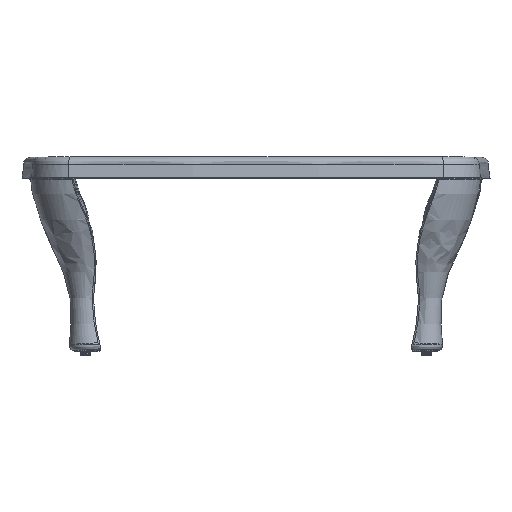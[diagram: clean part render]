
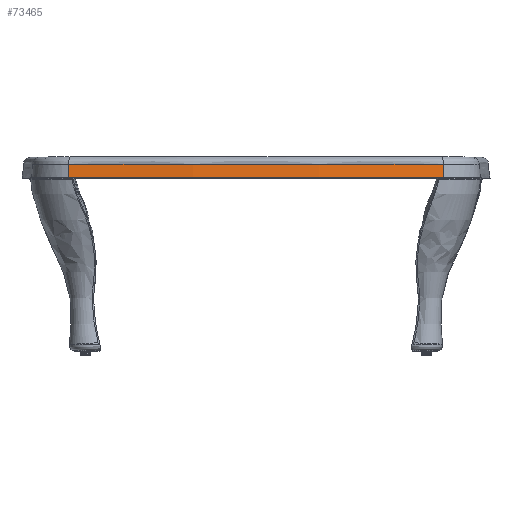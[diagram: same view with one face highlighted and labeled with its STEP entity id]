
A CAD part, top view. The second image highlights one B-rep face of the part: STEP entity #73465.
In plain terms, the highlighted free-form (B-spline) face has degree [3, 1] with [4, 2] control points.
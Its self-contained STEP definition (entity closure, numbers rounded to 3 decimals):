
#563 = VERTEX_POINT ( 'NONE', #53460 ) ;
#903 = DIRECTION ( 'NONE',  ( 0.017, -0.086, -0.996 ) ) ;
#3643 = FACE_OUTER_BOUND ( 'NONE', #8666, .T. ) ;
#3992 = CARTESIAN_POINT ( 'NONE',  ( 606.709, -838.778, 4.04 ) ) ;
#5552 = VECTOR ( 'NONE', #76080, 1000. ) ;
#7025 = CARTESIAN_POINT ( 'NONE',  ( 711.062, -827.677, -8.576 ) ) ;
#7565 = VERTEX_POINT ( 'NONE', #25975 ) ;
#8666 = EDGE_LOOP ( 'NONE', ( #65166, #17675, #60357, #46802, #45220, #56673 ) ) ;
#8978 = VERTEX_POINT ( 'NONE', #39927 ) ;
#10930 = CARTESIAN_POINT ( 'NONE',  ( 353.224, -861.018, 4.04 ) ) ;
#11180 = DIRECTION ( 'NONE',  ( 0.017, -0.086, -0.996 ) ) ;
#11337 = CARTESIAN_POINT ( 'NONE',  ( 708.996, -826.822, 4.039 ) ) ;
#14424 = CARTESIAN_POINT ( 'NONE',  ( -722.577, -826.591, 4.039 ) ) ;
#17417 = CARTESIAN_POINT ( 'NONE',  ( 23.861, -871.313, 4.04 ) ) ;
#17675 = ORIENTED_EDGE ( 'NONE', *, *, #67495, .T. ) ;
#17707 = EDGE_CURVE ( 'NONE', #61276, #8978, #40939, .T. ) ;
#18159 = EDGE_CURVE ( 'NONE', #75406, #8978, #49846, .T. ) ;
#22307 = CARTESIAN_POINT ( 'NONE',  ( -722.577, -826.591, 4.039 ) ) ;
#23525 = CARTESIAN_POINT ( 'NONE',  ( 697.841, -828.202, 4.039 ) ) ;
#24788 = CARTESIAN_POINT ( 'NONE',  ( 232.891, -883.809, 31.424 ) ) ;
#25975 = CARTESIAN_POINT ( 'NONE',  ( 710.853, -826.591, 4.039 ) ) ;
#28029 = CARTESIAN_POINT ( 'NONE',  ( 158.69, -868.973, 4.04 ) ) ;
#28470 = CARTESIAN_POINT ( 'NONE',  ( 710.398, -824.233, 31.424 ) ) ;
#29229 = CARTESIAN_POINT ( 'NONE',  ( 684.828, -829.788, 4.039 ) ) ;
#30898 = CARTESIAN_POINT ( 'NONE',  ( -245.058, -890.847, -48.576 ) ) ;
#34376 = VECTOR ( 'NONE', #68016, 1000. ) ;
#34947 = CARTESIAN_POINT ( 'NONE',  ( 562.023, -843.313, 4.04 ) ) ;
#35199 = CARTESIAN_POINT ( 'NONE',  ( -723.451, -831.121, -48.576 ) ) ;
#35759 = CARTESIAN_POINT ( 'NONE',  ( 143.71, -869.383, 4.04 ) ) ;
#35815 = LINE ( 'NONE', #48438, #34376 ) ;
#36168 = CARTESIAN_POINT ( 'NONE',  ( -618.445, -838.777, 4.04 ) ) ;
#39703 = CARTESIAN_POINT ( 'NONE',  ( 233.334, -890.847, -48.576 ) ) ;
#39927 = CARTESIAN_POINT ( 'NONE',  ( 711.727, -831.121, -48.576 ) ) ;
#40939 = B_SPLINE_CURVE_WITH_KNOTS ( 'NONE', 3,
 ( #35199, #72696, #39703, #80041 ),
 .UNSPECIFIED., .F., .F.,
 ( 4, 4 ),
 ( 0., 1. ),
 .UNSPECIFIED. ) ;
#41056 = CARTESIAN_POINT ( 'NONE',  ( -573.775, -843.31, 4.04 ) ) ;
#41101 = CARTESIAN_POINT ( 'NONE',  ( -723.451, -831.121, -48.576 ) ) ;
#42262 = CARTESIAN_POINT ( 'NONE',  ( -125.985, -871.306, 4.04 ) ) ;
#45043 = VECTOR ( 'NONE', #11180, 1000. ) ;
#45220 = ORIENTED_EDGE ( 'NONE', *, *, #17707, .T. ) ;
#46117 = EDGE_CURVE ( 'NONE', #7565, #75406, #50197, .T. ) ;
#46802 = ORIENTED_EDGE ( 'NONE', *, *, #48455, .T. ) ;
#47566 = CARTESIAN_POINT ( 'NONE',  ( 710.853, -826.591, 4.039 ) ) ;
#47629 = VERTEX_POINT ( 'NONE', #14424 ) ;
#48381 = CARTESIAN_POINT ( 'NONE',  ( 113.751, -870.085, 4.04 ) ) ;
#48438 = CARTESIAN_POINT ( 'NONE',  ( -722.786, -827.677, -8.576 ) ) ;
#48455 = EDGE_CURVE ( 'NONE', #47629, #61276, #70359, .T. ) ;
#49647 = CARTESIAN_POINT ( 'NONE',  ( -244.615, -883.809, 31.424 ) ) ;
#49846 = LINE ( 'NONE', #55958, #45043 ) ;
#50197 = LINE ( 'NONE', #7025, #65344 ) ;
#52901 = CARTESIAN_POINT ( 'NONE',  ( -720.72, -826.822, 4.039 ) ) ;
#53460 = CARTESIAN_POINT ( 'NONE',  ( -722.577, -826.591, 4.039 ) ) ;
#53692 = CARTESIAN_POINT ( 'NONE',  ( -715.142, -827.514, 4.039 ) ) ;
#54492 = CARTESIAN_POINT ( 'NONE',  ( 703.418, -827.514, 4.039 ) ) ;
#54775 = B_SPLINE_CURVE_WITH_KNOTS ( 'NONE', 3,
 ( #47566, #11337, #78978, #54492, #23525, #29229, #73256, #3992, #34947, #79380, #10930, #59417, #28029, #35759, #48381, #66347, #60228, #17417, #42262, #65539, #60635, #61032, #41056, #36168, #71645, #67161, #72449, #53692, #59818, #52901, #22307 ),
 .UNSPECIFIED., .F., .F.,
 ( 4, 2, 1, 1, 1, 1, 2, 1, 2, 2, 2, 2, 2, 2, 1, 1, 1, 1, 2, 4 ),
 ( 0., 0.006, 0.011, 0.022, 0.045, 0.09, 0.18, 0.359, 0.539, 0.584, 0.629, 0.718, 1.078, 1.257, 1.347, 1.392, 1.414, 1.426, 1.431, 1.437 ),
 .UNSPECIFIED. ) ;
#55958 = CARTESIAN_POINT ( 'NONE',  ( 711.062, -827.677, -8.576 ) ) ;
#56673 = ORIENTED_EDGE ( 'NONE', *, *, #18159, .F. ) ;
#57312 = CARTESIAN_POINT ( 'NONE',  ( -722.786, -827.677, -8.576 ) ) ;
#59417 = CARTESIAN_POINT ( 'NONE',  ( 233.566, -866.633, 4.04 ) ) ;
#59818 = CARTESIAN_POINT ( 'NONE',  ( -718.86, -827.054, 4.039 ) ) ;
#60228 = CARTESIAN_POINT ( 'NONE',  ( 53.827, -871.079, 4.04 ) ) ;
#60281 = CARTESIAN_POINT ( 'NONE',  ( 711.727, -831.121, -48.576 ) ) ;
#60357 = ORIENTED_EDGE ( 'NONE', *, *, #74019, .T. ) ;
#60635 = CARTESIAN_POINT ( 'NONE',  ( -424.742, -856.346, 4.04 ) ) ;
#61032 = CARTESIAN_POINT ( 'NONE',  ( -484.39, -851.685, 4.04 ) ) ;
#61276 = VERTEX_POINT ( 'NONE', #41101 ) ;
#65080 = CARTESIAN_POINT ( 'NONE',  ( 710.853, -826.591, 4.039 ) ) ;
#65166 = ORIENTED_EDGE ( 'NONE', *, *, #46117, .F. ) ;
#65344 = VECTOR ( 'NONE', #903, 1000. ) ;
#65539 = CARTESIAN_POINT ( 'NONE',  ( -245.627, -867.548, 4.04 ) ) ;
#66347 = CARTESIAN_POINT ( 'NONE',  ( 98.77, -870.378, 4.04 ) ) ;
#67161 = CARTESIAN_POINT ( 'NONE',  ( -696.553, -829.788, 4.039 ) ) ;
#67495 = EDGE_CURVE ( 'NONE', #7565, #563, #54775, .T. ) ;
#68016 = DIRECTION ( 'NONE',  ( -0.017, -0.086, -0.996 ) ) ;
#68423 = CARTESIAN_POINT ( 'NONE',  ( -723.451, -831.121, -48.576 ) ) ;
#70359 = LINE ( 'NONE', #57312, #5552 ) ;
#71645 = CARTESIAN_POINT ( 'NONE',  ( -670.524, -832.884, 4.039 ) ) ;
#72449 = CARTESIAN_POINT ( 'NONE',  ( -709.566, -828.202, 4.039 ) ) ;
#72696 = CARTESIAN_POINT ( 'NONE',  ( -245.058, -890.847, -48.576 ) ) ;
#73256 = CARTESIAN_POINT ( 'NONE',  ( 658.796, -832.885, 4.039 ) ) ;
#73374 = B_SPLINE_SURFACE_WITH_KNOTS ( 'NONE', 3, 1, ( 
 ( #28470, #60281 ),
 ( #24788, #79840 ),
 ( #49647, #30898 ),
 ( #74524, #68423 ) ),
 .UNSPECIFIED., .F., .F., .F.,
 ( 4, 4 ),
 ( 2, 2 ),
 ( 0., 1. ),
 ( 0., 1. ),
 .UNSPECIFIED. ) ;
#73465 = ADVANCED_FACE ( 'NONE', ( #3643 ), #73374, .T. ) ;
#74019 = EDGE_CURVE ( 'NONE', #563, #47629, #35815, .T. ) ;
#74524 = CARTESIAN_POINT ( 'NONE',  ( -722.122, -824.233, 31.424 ) ) ;
#75406 = VERTEX_POINT ( 'NONE', #65080 ) ;
#76080 = DIRECTION ( 'NONE',  ( -0.017, -0.086, -0.996 ) ) ;
#78978 = CARTESIAN_POINT ( 'NONE',  ( 707.135, -827.054, 4.039 ) ) ;
#79380 = CARTESIAN_POINT ( 'NONE',  ( 472.598, -851.691, 4.04 ) ) ;
#79840 = CARTESIAN_POINT ( 'NONE',  ( 233.334, -890.847, -48.576 ) ) ;
#80041 = CARTESIAN_POINT ( 'NONE',  ( 711.727, -831.121, -48.576 ) ) ;
